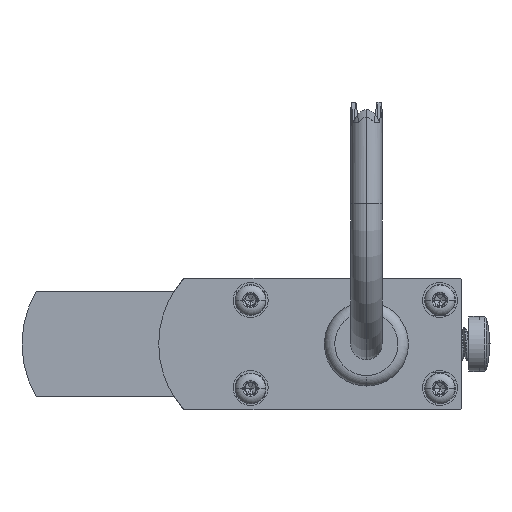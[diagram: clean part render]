
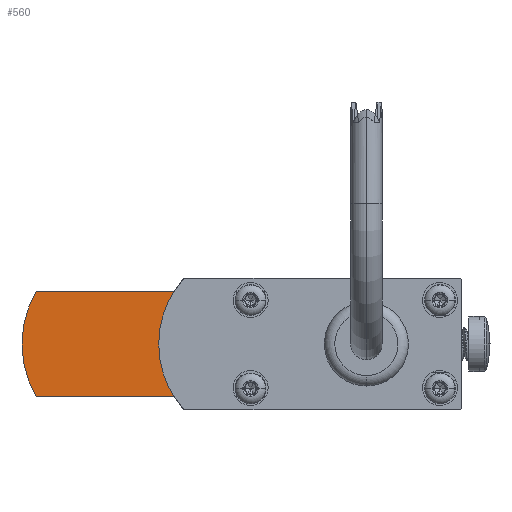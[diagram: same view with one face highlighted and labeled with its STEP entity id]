
A CAD part, left-side view. The second image highlights one B-rep face of the part: STEP entity #560.
In plain terms, the highlighted face is planar.
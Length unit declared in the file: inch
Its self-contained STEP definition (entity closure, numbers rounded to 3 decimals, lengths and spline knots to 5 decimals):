
#326 = VERTEX_POINT ( 'NONE', #9325 ) ;
#560 = ADVANCED_FACE ( 'NONE', ( #13155 ), #15068, .T. ) ;
#1078 = DIRECTION ( 'NONE',  ( 0., 0., 1. ) ) ;
#1333 = EDGE_CURVE ( 'NONE', #4672, #10482, #8891, .T. ) ;
#1454 = DIRECTION ( 'NONE',  ( 0., -1., 0. ) ) ;
#1484 = CARTESIAN_POINT ( 'NONE',  ( -0.375, 0.64952, 5.575 ) ) ;
#1925 = AXIS2_PLACEMENT_3D ( 'NONE', #2614, #14524, #2899 ) ;
#2349 = EDGE_CURVE ( 'NONE', #20992, #8738, #6348, .T. ) ;
#2614 = CARTESIAN_POINT ( 'NONE',  ( 0., 0., 5.575 ) ) ;
#2899 = DIRECTION ( 'NONE',  ( 1., 0., 0. ) ) ;
#3141 = CARTESIAN_POINT ( 'NONE',  ( 0.288, -0.328, 5.575 ) ) ;
#3199 = CARTESIAN_POINT ( 'NONE',  ( -0.375, -0.328, 5.575 ) ) ;
#4125 = VERTEX_POINT ( 'NONE', #18486 ) ;
#4372 = ORIENTED_EDGE ( 'NONE', *, *, #20376, .T. ) ;
#4430 = ORIENTED_EDGE ( 'NONE', *, *, #4696, .T. ) ;
#4478 = DIRECTION ( 'NONE',  ( 1., 0., 0. ) ) ;
#4597 = VECTOR ( 'NONE', #4957, 39.37008 ) ;
#4627 = LINE ( 'NONE', #13211, #14552 ) ;
#4672 = VERTEX_POINT ( 'NONE', #17018 ) ;
#4696 = EDGE_CURVE ( 'NONE', #10649, #15798, #5150, .T. ) ;
#4937 = CARTESIAN_POINT ( 'NONE',  ( 0.288, -0.328, 5.575 ) ) ;
#4957 = DIRECTION ( 'NONE',  ( 0., -1., 0. ) ) ;
#5126 = EDGE_CURVE ( 'NONE', #11115, #21814, #11278, .T. ) ;
#5150 = LINE ( 'NONE', #1484, #4597 ) ;
#5493 = ORIENTED_EDGE ( 'NONE', *, *, #14305, .T. ) ;
#5767 = VECTOR ( 'NONE', #21889, 39.37008 ) ;
#5837 = VECTOR ( 'NONE', #6971, 39.37008 ) ;
#6076 = DIRECTION ( 'NONE',  ( -1., 0., 0. ) ) ;
#6173 = LINE ( 'NONE', #17959, #7764 ) ;
#6348 = LINE ( 'NONE', #20576, #19219 ) ;
#6549 = CARTESIAN_POINT ( 'NONE',  ( 0., 0., 5.575 ) ) ;
#6616 = DIRECTION ( 'NONE',  ( 1., 0., 0. ) ) ;
#6728 = VECTOR ( 'NONE', #15024, 39.37008 ) ;
#6971 = DIRECTION ( 'NONE',  ( 0., 1., 0. ) ) ;
#7003 = CARTESIAN_POINT ( 'NONE',  ( -0.288, -0.422, 5.575 ) ) ;
#7588 = ORIENTED_EDGE ( 'NONE', *, *, #11498, .T. ) ;
#7764 = VECTOR ( 'NONE', #1454, 39.37008 ) ;
#7978 = CARTESIAN_POINT ( 'NONE',  ( 0.288, -0.422, 5.575 ) ) ;
#8192 = CARTESIAN_POINT ( 'NONE',  ( 0.375, 0.64952, 5.575 ) ) ;
#8251 = VECTOR ( 'NONE', #6076, 39.37008 ) ;
#8738 = VERTEX_POINT ( 'NONE', #7003 ) ;
#8891 = CIRCLE ( 'NONE', #1925, 0.75 ) ;
#9325 = CARTESIAN_POINT ( 'NONE',  ( 0.375, -0.422, 5.575 ) ) ;
#9355 = AXIS2_PLACEMENT_3D ( 'NONE', #14721, #1078, #4478 ) ;
#9669 = VECTOR ( 'NONE', #6616, 39.37008 ) ;
#9685 = ORIENTED_EDGE ( 'NONE', *, *, #5126, .T. ) ;
#10283 = EDGE_CURVE ( 'NONE', #10482, #326, #4627, .T. ) ;
#10329 = LINE ( 'NONE', #3141, #5767 ) ;
#10437 = CARTESIAN_POINT ( 'NONE',  ( 0.375, 0.64952, 5.575 ) ) ;
#10482 = VERTEX_POINT ( 'NONE', #18850 ) ;
#10649 = VERTEX_POINT ( 'NONE', #21969 ) ;
#11115 = VERTEX_POINT ( 'NONE', #16830 ) ;
#11278 = LINE ( 'NONE', #4937, #6728 ) ;
#11498 = EDGE_CURVE ( 'NONE', #15798, #20992, #12921, .T. ) ;
#11703 = CIRCLE ( 'NONE', #9355, 0.75 ) ;
#12523 = VECTOR ( 'NONE', #19482, 39.37008 ) ;
#12642 = ORIENTED_EDGE ( 'NONE', *, *, #2349, .T. ) ;
#12818 = CARTESIAN_POINT ( 'NONE',  ( -0.375, -0.422, 5.575 ) ) ;
#12921 = LINE ( 'NONE', #3199, #9669 ) ;
#12940 = EDGE_LOOP ( 'NONE', ( #15041, #13125, #18540, #5493, #9685, #17161, #4372, #4430, #7588, #12642, #19904, #13277 ) ) ;
#13125 = ORIENTED_EDGE ( 'NONE', *, *, #10283, .T. ) ;
#13155 = FACE_OUTER_BOUND ( 'NONE', #12940, .T. ) ;
#13211 = CARTESIAN_POINT ( 'NONE',  ( 0.375, -0.422, 5.575 ) ) ;
#13277 = ORIENTED_EDGE ( 'NONE', *, *, #18748, .T. ) ;
#13309 = EDGE_CURVE ( 'NONE', #326, #15641, #17922, .T. ) ;
#13736 = AXIS2_PLACEMENT_3D ( 'NONE', #6549, #21887, #16802 ) ;
#13775 = DIRECTION ( 'NONE',  ( 0., -1., 0. ) ) ;
#13827 = EDGE_CURVE ( 'NONE', #21814, #19720, #16827, .T. ) ;
#14305 = EDGE_CURVE ( 'NONE', #15641, #11115, #10329, .T. ) ;
#14524 = DIRECTION ( 'NONE',  ( 0., 0., 1. ) ) ;
#14552 = VECTOR ( 'NONE', #21823, 39.37008 ) ;
#14721 = CARTESIAN_POINT ( 'NONE',  ( 0., 0., 5.575 ) ) ;
#15024 = DIRECTION ( 'NONE',  ( 1., 0., 0. ) ) ;
#15041 = ORIENTED_EDGE ( 'NONE', *, *, #1333, .T. ) ;
#15068 = PLANE ( 'NONE',  #13736 ) ;
#15641 = VERTEX_POINT ( 'NONE', #17518 ) ;
#15798 = VERTEX_POINT ( 'NONE', #21973 ) ;
#16802 = DIRECTION ( 'NONE',  ( 1., 0., 0. ) ) ;
#16827 = LINE ( 'NONE', #10437, #5837 ) ;
#16830 = CARTESIAN_POINT ( 'NONE',  ( 0.288, -0.328, 5.575 ) ) ;
#17018 = CARTESIAN_POINT ( 'NONE',  ( -0.375, -0.64952, 5.575 ) ) ;
#17161 = ORIENTED_EDGE ( 'NONE', *, *, #13827, .T. ) ;
#17518 = CARTESIAN_POINT ( 'NONE',  ( 0.288, -0.422, 5.575 ) ) ;
#17922 = LINE ( 'NONE', #7978, #8251 ) ;
#17959 = CARTESIAN_POINT ( 'NONE',  ( -0.375, -0.422, 5.575 ) ) ;
#18152 = LINE ( 'NONE', #12818, #12523 ) ;
#18486 = CARTESIAN_POINT ( 'NONE',  ( -0.375, -0.422, 5.575 ) ) ;
#18540 = ORIENTED_EDGE ( 'NONE', *, *, #13309, .T. ) ;
#18748 = EDGE_CURVE ( 'NONE', #4125, #4672, #6173, .T. ) ;
#18850 = CARTESIAN_POINT ( 'NONE',  ( 0.375, -0.64952, 5.575 ) ) ;
#19219 = VECTOR ( 'NONE', #13775, 39.37008 ) ;
#19428 = CARTESIAN_POINT ( 'NONE',  ( 0.375, -0.328, 5.575 ) ) ;
#19481 = EDGE_CURVE ( 'NONE', #8738, #4125, #18152, .T. ) ;
#19482 = DIRECTION ( 'NONE',  ( -1., 0., 0. ) ) ;
#19720 = VERTEX_POINT ( 'NONE', #8192 ) ;
#19904 = ORIENTED_EDGE ( 'NONE', *, *, #19481, .T. ) ;
#20376 = EDGE_CURVE ( 'NONE', #19720, #10649, #11703, .T. ) ;
#20576 = CARTESIAN_POINT ( 'NONE',  ( -0.288, -0.328, 5.575 ) ) ;
#20992 = VERTEX_POINT ( 'NONE', #21932 ) ;
#21814 = VERTEX_POINT ( 'NONE', #19428 ) ;
#21823 = DIRECTION ( 'NONE',  ( 0., 1., 0. ) ) ;
#21887 = DIRECTION ( 'NONE',  ( 0., 0., 1. ) ) ;
#21889 = DIRECTION ( 'NONE',  ( 0., 1., 0. ) ) ;
#21932 = CARTESIAN_POINT ( 'NONE',  ( -0.288, -0.328, 5.575 ) ) ;
#21969 = CARTESIAN_POINT ( 'NONE',  ( -0.375, 0.64952, 5.575 ) ) ;
#21973 = CARTESIAN_POINT ( 'NONE',  ( -0.375, -0.328, 5.575 ) ) ;
